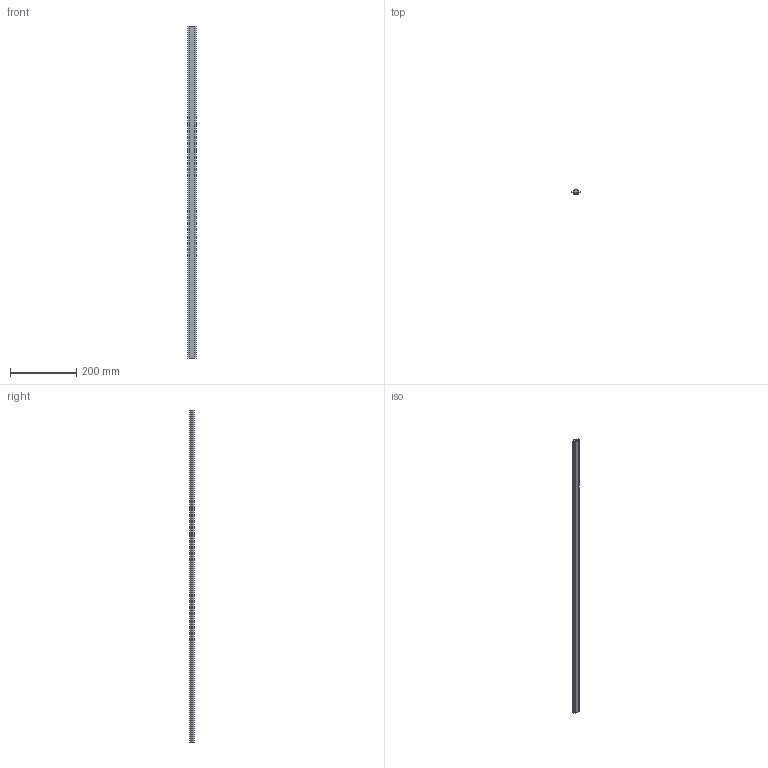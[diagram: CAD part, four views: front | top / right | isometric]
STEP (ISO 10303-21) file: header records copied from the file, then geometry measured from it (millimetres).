
FILE_DESCRIPTION(/* description */ (''),/* implementation_level */ '2;1');
FILE_NAME(/* name */ '3D_Planar_Kragen_30.stp',/* time_stamp */ '2021-03-22T14:17:20+01:00',/* author */ ('sstotter'),/* organization */ (''),/* preprocessor_version */ 'ST-DEVELOPER v18.1',/* originating_system */ 'Autodesk Inventor 2021',/* authorisation */ '');
FILE_SCHEMA (('AUTOMOTIVE_DESIGN { 1 0 10303 214 3 1 1 }'));
Length unit declared in the file: millimetre
Products named in the file (1): 359-175-22_23__17-5x13_SLV-001
Bounding box: 24.5 x 12.98 x 1000 mm (x, y, z)
Volume: 136394.1 mm3; surface area: 110656.1 mm2
Topology: 2 solids, 2 shells, 20 faces, 48 edges, 32 vertices
Faces by surface type: plane 19, cylinder 1
Entity records: 608 total; most frequent: CARTESIAN_POINT 101, ORIENTED_EDGE 96, DIRECTION 92, EDGE_CURVE 48, LINE 46, VECTOR 46, VERTEX_POINT 32, AXIS2_PLACEMENT_3D 23
